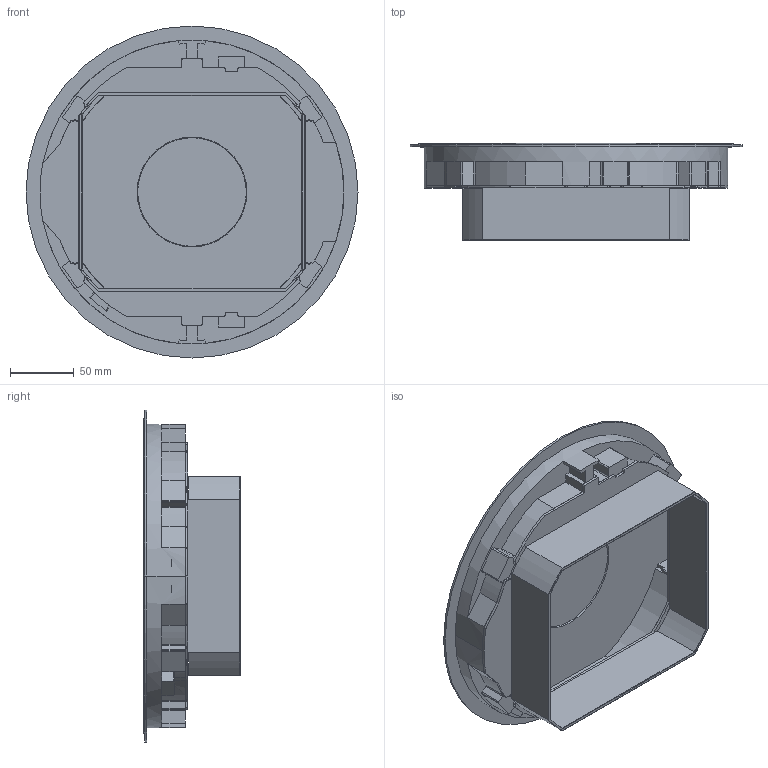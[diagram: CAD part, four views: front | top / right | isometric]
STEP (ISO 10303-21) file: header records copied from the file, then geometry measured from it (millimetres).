
FILE_DESCRIPTION (( 'STEP AP203' ), '1' );
FILE_NAME ('VANR2013.STEP', '2022-08-03T11:38:33', ( '' ), ( '' ), 'SwSTEP 2.0', 'SolidWorks 2019', '' );
FILE_SCHEMA (( 'CONFIG_CONTROL_DESIGN' ));
Length unit declared in the file: millimetre
Products named in the file (7): Rahmen KD R2R5 Alu modifiziert_Modifiziert; Adapterblech KEQ06 02_Standard; VAN R2 Rahmen_VAN R2 Deckel geschlossen; Tubus Al Deckel_Standard; VAN R2 Deckel für 3mm Belag Alutubus_Standard; Rastleiter KEQ06_Standard; VANR2013
Assembly tree (6 placements, depth 3):
  VANR2013
    VAN R2 Rahmen_VAN R2 Deckel geschlossen
      Rahmen KD R2R5 Alu modifiziert_Modifiziert
      Adapterblech KEQ06 02_Standard
      Rastleiter KEQ06_Standard
    VAN R2 Deckel für 3mm Belag Alutubus_Standard
    Tubus Al Deckel_Standard
Bounding box: 260 x 75.7 x 260 mm (x, y, z)
Volume: 623588.5 mm3; surface area: 296493.6 mm2
Topology: 6 solids, 9 shells, 445 faces, 1198 edges, 774 vertices
Faces by surface type: plane 217, cylinder 194, torus 22, cone 12
Entity records: 14787 total; most frequent: DIRECTION 2522, CARTESIAN_POINT 2521, ORIENTED_EDGE 2396, EDGE_CURVE 1198, AXIS2_PLACEMENT_3D 887, VERTEX_POINT 774, VECTOR 748, LINE 748
